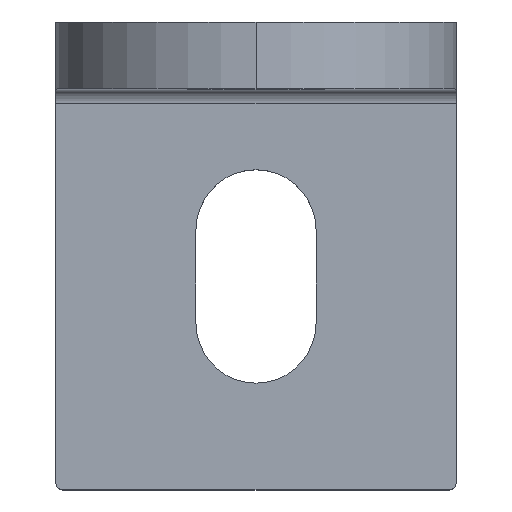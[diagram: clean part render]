
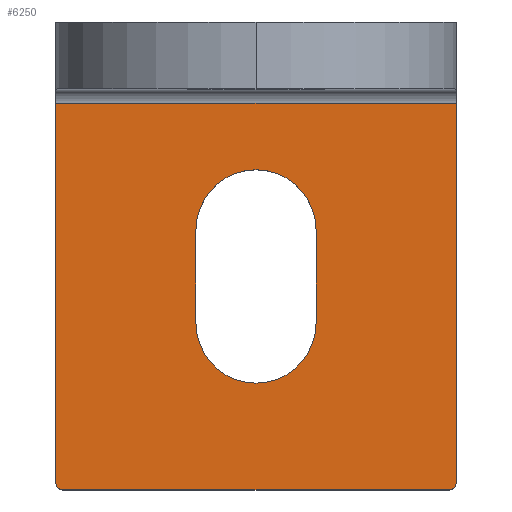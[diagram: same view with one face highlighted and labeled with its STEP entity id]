
A CAD part, top view. The second image highlights one B-rep face of the part: STEP entity #6250.
In plain terms, the highlighted planar face has unit normal (0, 0, 1).
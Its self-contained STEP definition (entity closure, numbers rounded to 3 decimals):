
#24 = VECTOR ( 'NONE', #4249, 1000. ) ;
#29 = VECTOR ( 'NONE', #6712, 1000. ) ;
#128 = DIRECTION ( 'NONE',  ( 0., 0., 1. ) ) ;
#279 = CARTESIAN_POINT ( 'NONE',  ( 4.5, 19.5, 5. ) ) ;
#314 = CARTESIAN_POINT ( 'NONE',  ( -4.5, 19.5, 5. ) ) ;
#497 = VERTEX_POINT ( 'NONE', #3797 ) ;
#579 = VERTEX_POINT ( 'NONE', #874 ) ;
#603 = CARTESIAN_POINT ( 'NONE',  ( -15., 0., 5. ) ) ;
#630 = VECTOR ( 'NONE', #7439, 1000. ) ;
#681 = CARTESIAN_POINT ( 'NONE',  ( 0., 19.5, 5. ) ) ;
#768 = CARTESIAN_POINT ( 'NONE',  ( 4.5, 12.5, 5. ) ) ;
#812 = EDGE_CURVE ( 'NONE', #3106, #6068, #3023, .T. ) ;
#823 = DIRECTION ( 'NONE',  ( 1., 0., 0. ) ) ;
#874 = CARTESIAN_POINT ( 'NONE',  ( -15., 0.5, 5. ) ) ;
#1093 = DIRECTION ( 'NONE',  ( 1., 0., 0. ) ) ;
#1247 = LINE ( 'NONE', #7229, #29 ) ;
#1269 = EDGE_CURVE ( 'NONE', #579, #6068, #5488, .T. ) ;
#1285 = FACE_BOUND ( 'NONE', #6868, .T. ) ;
#1404 = VECTOR ( 'NONE', #3405, 1000. ) ;
#1748 = EDGE_CURVE ( 'NONE', #4423, #3264, #1247, .T. ) ;
#1816 = ORIENTED_EDGE ( 'NONE', *, *, #1269, .F. ) ;
#1978 = CIRCLE ( 'NONE', #5105, 4.5 ) ;
#2003 = EDGE_LOOP ( 'NONE', ( #1816, #3320, #2149, #3016, #5817, #5493 ) ) ;
#2149 = ORIENTED_EDGE ( 'NONE', *, *, #5718, .F. ) ;
#2204 = DIRECTION ( 'NONE',  ( 1., 0., 0. ) ) ;
#2254 = EDGE_CURVE ( 'NONE', #5194, #2675, #4789, .T. ) ;
#2342 = VERTEX_POINT ( 'NONE', #7859 ) ;
#2487 = EDGE_CURVE ( 'NONE', #4908, #3106, #5916, .T. ) ;
#2675 = VERTEX_POINT ( 'NONE', #6053 ) ;
#2759 = DIRECTION ( 'NONE',  ( 0., 0., 1. ) ) ;
#2901 = CARTESIAN_POINT ( 'NONE',  ( 15., 0., 5. ) ) ;
#3016 = ORIENTED_EDGE ( 'NONE', *, *, #3377, .T. ) ;
#3023 = LINE ( 'NONE', #4016, #1404 ) ;
#3106 = VERTEX_POINT ( 'NONE', #3817 ) ;
#3230 = DIRECTION ( 'NONE',  ( 0., 0., 1. ) ) ;
#3261 = DIRECTION ( 'NONE',  ( 0., 1., 0. ) ) ;
#3264 = VERTEX_POINT ( 'NONE', #279 ) ;
#3315 = AXIS2_PLACEMENT_3D ( 'NONE', #4434, #3230, #823 ) ;
#3320 = ORIENTED_EDGE ( 'NONE', *, *, #7584, .T. ) ;
#3377 = EDGE_CURVE ( 'NONE', #2342, #4908, #3431, .T. ) ;
#3405 = DIRECTION ( 'NONE',  ( -1., 0., 0. ) ) ;
#3431 = CIRCLE ( 'NONE', #5694, 0.5 ) ;
#3717 = ORIENTED_EDGE ( 'NONE', *, *, #1748, .F. ) ;
#3797 = CARTESIAN_POINT ( 'NONE',  ( -14.5, 0., 5. ) ) ;
#3817 = CARTESIAN_POINT ( 'NONE',  ( 15., 29., 5. ) ) ;
#4016 = CARTESIAN_POINT ( 'NONE',  ( 15., 29., 5. ) ) ;
#4249 = DIRECTION ( 'NONE',  ( 0., -1., 0. ) ) ;
#4322 = ORIENTED_EDGE ( 'NONE', *, *, #7381, .F. ) ;
#4423 = VERTEX_POINT ( 'NONE', #768 ) ;
#4434 = CARTESIAN_POINT ( 'NONE',  ( 0., 12.5, 5. ) ) ;
#4593 = CARTESIAN_POINT ( 'NONE',  ( -14.5, 0.5, 5. ) ) ;
#4760 = DIRECTION ( 'NONE',  ( 0., 0., 1. ) ) ;
#4789 = LINE ( 'NONE', #4843, #24 ) ;
#4840 = CARTESIAN_POINT ( 'NONE',  ( 14.5, 0.5, 5. ) ) ;
#4843 = CARTESIAN_POINT ( 'NONE',  ( -4.5, 0., 5. ) ) ;
#4908 = VERTEX_POINT ( 'NONE', #5713 ) ;
#5069 = CARTESIAN_POINT ( 'NONE',  ( 15., 0., 5. ) ) ;
#5105 = AXIS2_PLACEMENT_3D ( 'NONE', #681, #128, #7416 ) ;
#5194 = VERTEX_POINT ( 'NONE', #314 ) ;
#5294 = VECTOR ( 'NONE', #5467, 1000. ) ;
#5366 = AXIS2_PLACEMENT_3D ( 'NONE', #4593, #2759, #2204 ) ;
#5387 = CARTESIAN_POINT ( 'NONE',  ( -15., 29., 5. ) ) ;
#5443 = DIRECTION ( 'NONE',  ( 1., 0., 0. ) ) ;
#5450 = CIRCLE ( 'NONE', #5366, 0.5 ) ;
#5467 = DIRECTION ( 'NONE',  ( 0., 1., 0. ) ) ;
#5488 = LINE ( 'NONE', #603, #5294 ) ;
#5493 = ORIENTED_EDGE ( 'NONE', *, *, #812, .T. ) ;
#5624 = CARTESIAN_POINT ( 'NONE',  ( 15., 0., 5. ) ) ;
#5694 = AXIS2_PLACEMENT_3D ( 'NONE', #4840, #6690, #5443 ) ;
#5713 = CARTESIAN_POINT ( 'NONE',  ( 15., 0.5, 5. ) ) ;
#5718 = EDGE_CURVE ( 'NONE', #2342, #497, #6886, .T. ) ;
#5817 = ORIENTED_EDGE ( 'NONE', *, *, #2487, .T. ) ;
#5916 = LINE ( 'NONE', #5069, #6673 ) ;
#5954 = PLANE ( 'NONE',  #6774 ) ;
#6053 = CARTESIAN_POINT ( 'NONE',  ( -4.5, 12.5, 5. ) ) ;
#6068 = VERTEX_POINT ( 'NONE', #5387 ) ;
#6221 = ORIENTED_EDGE ( 'NONE', *, *, #2254, .F. ) ;
#6250 = ADVANCED_FACE ( 'NONE', ( #1285, #7188 ), #5954, .T. ) ;
#6272 = ORIENTED_EDGE ( 'NONE', *, *, #7435, .F. ) ;
#6673 = VECTOR ( 'NONE', #3261, 1000. ) ;
#6690 = DIRECTION ( 'NONE',  ( 0., 0., 1. ) ) ;
#6712 = DIRECTION ( 'NONE',  ( 0., 1., 0. ) ) ;
#6774 = AXIS2_PLACEMENT_3D ( 'NONE', #2901, #4760, #1093 ) ;
#6868 = EDGE_LOOP ( 'NONE', ( #4322, #3717, #6272, #6221 ) ) ;
#6886 = LINE ( 'NONE', #5624, #630 ) ;
#7188 = FACE_OUTER_BOUND ( 'NONE', #2003, .T. ) ;
#7229 = CARTESIAN_POINT ( 'NONE',  ( 4.5, 0., 5. ) ) ;
#7245 = CIRCLE ( 'NONE', #3315, 4.5 ) ;
#7381 = EDGE_CURVE ( 'NONE', #3264, #5194, #1978, .T. ) ;
#7416 = DIRECTION ( 'NONE',  ( 1., 0., 0. ) ) ;
#7435 = EDGE_CURVE ( 'NONE', #2675, #4423, #7245, .T. ) ;
#7439 = DIRECTION ( 'NONE',  ( -1., 0., 0. ) ) ;
#7584 = EDGE_CURVE ( 'NONE', #579, #497, #5450, .T. ) ;
#7859 = CARTESIAN_POINT ( 'NONE',  ( 14.5, 0., 5. ) ) ;
